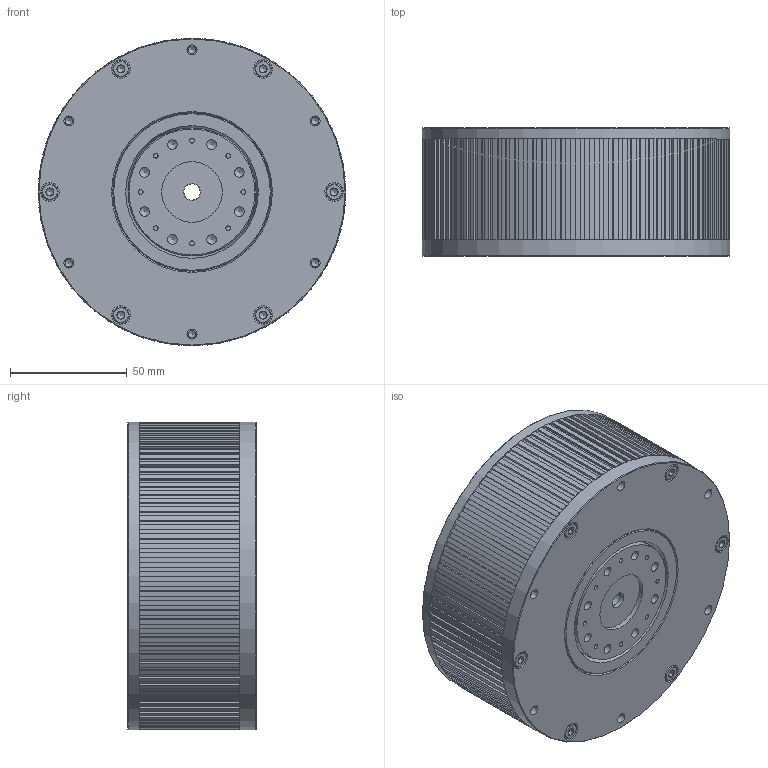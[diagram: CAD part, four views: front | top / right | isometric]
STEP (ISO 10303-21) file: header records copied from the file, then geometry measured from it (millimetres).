
FILE_DESCRIPTION(('FreeCAD Model'),'2;1');
FILE_NAME('Open CASCADE Shape Model','2024-03-14T14:12:21',(''),(''), 'Open CASCADE STEP processor 7.6','FreeCAD','Unknown');
FILE_SCHEMA(('AUTOMOTIVE_DESIGN { 1 0 10303 214 1 1 1 1 }'));
Length unit declared in the file: millimetre
Products named in the file (15): RJ130; RO100-BSR90-BSR090-019-P1-000_ASSY127; RO100-BSR90-BSR090-019-P1-000_ASSY; RO100-BSR90-BSR090-019-P1-000_ASSY125; RO100-BSR90-BSR090-019-P1-000-º£L½º_ASSY; RO100-BSR90-A1; RO100-BSR90-·ÎÅÍÄ¿¹ö; RO100-BSR90-BSR090-019-P1-000-¼öÁ¤3_ASSY; RO100-BSR90-A3; RO100-BSR90-eCoder11-magnetic ring_3D; RO80-BSR70-A8(1); RO100-BSR90-PCB; RO100-BSR90-A4; CSH-STN-M4-8_214; CSH-STN-M4-12
Assembly tree (24 placements, depth 3):
  RJ130
    RO100-BSR90-BSR090-019-P1-000_ASSY127
      RO100-BSR90-BSR090-019-P1-000_ASSY
      RO100-BSR90-BSR090-019-P1-000_ASSY125
    RO100-BSR90-BSR090-019-P1-000-º£L½º_ASSY
    RO100-BSR90-A1
    RO100-BSR90-·ÎÅÍÄ¿¹ö
    RO100-BSR90-BSR090-019-P1-000-¼öÁ¤3_ASSY
    RO100-BSR90-A3
    RO100-BSR90-eCoder11-magnetic ring_3D
    RO80-BSR70-A8(1)
    RO100-BSR90-PCB
    RO100-BSR90-A4
    CSH-STN-M4-8_214  x6
    CSH-STN-M4-12  x6
Bounding box: 132 x 55 x 132 mm (x, y, z)
Volume: 298596.8 mm3; surface area: 204090.9 mm2
Topology: 23 solids, 23 shells, 1009 faces, 2550 edges, 1642 vertices
Faces by surface type: plane 483, cylinder 337, cone 171, bspline 12, torus 6
Full cylindrical faces by diameter (mm): 2 x8, 3.3 x30, 4 x12, 4.134 x8, 4.3 x30, 4.5 x6, 5 x8, 7 x14, 8 x12, 8.8 x1, 9 x3, 12 x2, 17 x1, 19 x1, 20 x1, 21 x1, 26 x2, 28 x2, 29.24 x2, 30 x1, 32 x1, 54 x1, 55 x1, 57 x1, 66.4 x1, 68 x2, 72 x1, 78 x1, 90 x1, 112 x1
Entity records: 26289 total; most frequent: CARTESIAN_POINT 4915, DIRECTION 4251, ORIENTED_EDGE 4212, EDGE_CURVE 2106, AXIS2_PLACEMENT_3D 1568, VERTEX_POINT 1412, LINE 1115, VECTOR 1115
